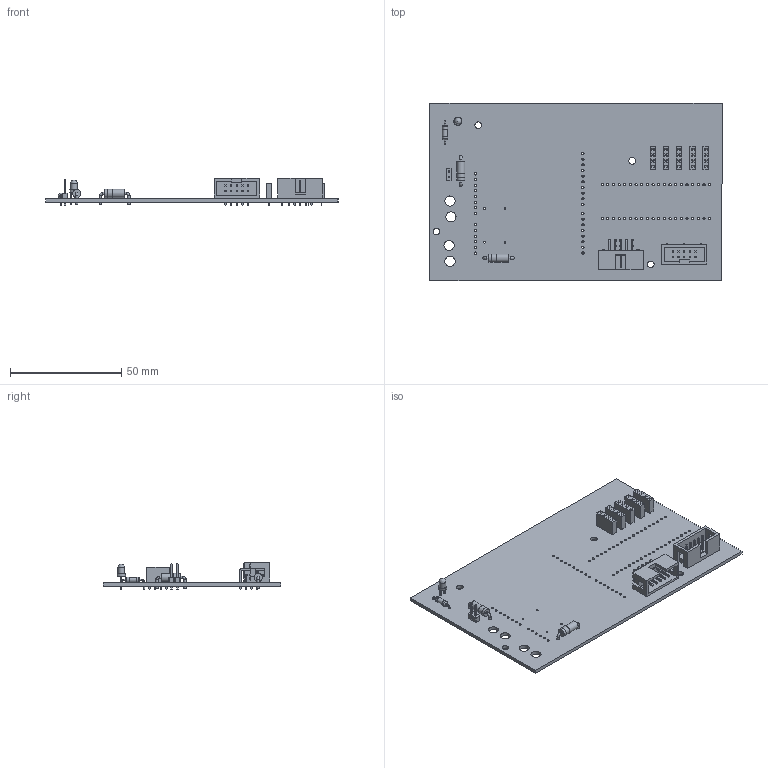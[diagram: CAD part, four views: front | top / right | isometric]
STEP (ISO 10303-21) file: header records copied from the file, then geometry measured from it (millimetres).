
FILE_DESCRIPTION(('KiCad electronic assembly'),'2;1');
FILE_NAME('Placa conjunta.step','2023-09-10T14:04:16',('Pcbnew'),( 'Kicad'),'Open CASCADE STEP processor 7.7','KiCad to STEP converter' ,'Unknown');
FILE_SCHEMA(('AUTOMOTIVE_DESIGN { 1 0 10303 214 1 1 1 1 }'));
Length unit declared in the file: millimetre
Products named in the file (16): Placa conjunta 1; PinHeader_1x02_P2.54mm_Vertical; SOLID; D_5W_P12.70mm_Horizontal; IDC-Header_2x05_P2.54mm_Vertical; IDC-Header_2x05_P2.54mm_Horizontal; PinSocket_1x04_P2.54mm_Vertical; R_Axial_DIN0207_L6.3mm_D2.5mm_P10.16mm_Horizontal; LED_D3.0mm; Placa conjunta PCB
Assembly tree (20 placements, depth 3):
  Placa conjunta 1
    PinHeader_1x02_P2.54mm_Vertical
      SOLID
    D_5W_P12.70mm_Horizontal  x2
      SOLID
    IDC-Header_2x05_P2.54mm_Vertical
      SOLID
    IDC-Header_2x05_P2.54mm_Horizontal
      SOLID
    PinSocket_1x04_P2.54mm_Vertical  x5
      SOLID
    R_Axial_DIN0207_L6.3mm_D2.5mm_P10.16mm_Horizontal
      SOLID
    LED_D3.0mm
      SOLID
    Placa conjunta PCB
Bounding box: 131.19 x 79.76 x 12.2 mm (x, y, z)
Volume: 19013.7 mm3; surface area: 27051.9 mm2
Topology: 13 solids, 13 shells, 1401 faces, 3502 edges, 2248 vertices
Faces by surface type: plane 1207, cylinder 185, torus 8, sphere 1
Full cylindrical faces by diameter (mm): 0.6 x4, 0.762 x4, 0.8 x2, 0.9 x2, 1 x126, 1.1 x8, 1.4 x4, 2.25 x1, 2.5 x2, 3 x5, 3.7 x4, 3.72 x2, 4.572 x4
Entity records: 58929 total; most frequent: CARTESIAN_POINT 10430, DIRECTION 8118, LINE 5571, VECTOR 5571, ORIENTED_EDGE 4208, PCURVE 4208, DEFINITIONAL_REPRESENTATION 4208, EDGE_CURVE 2104
